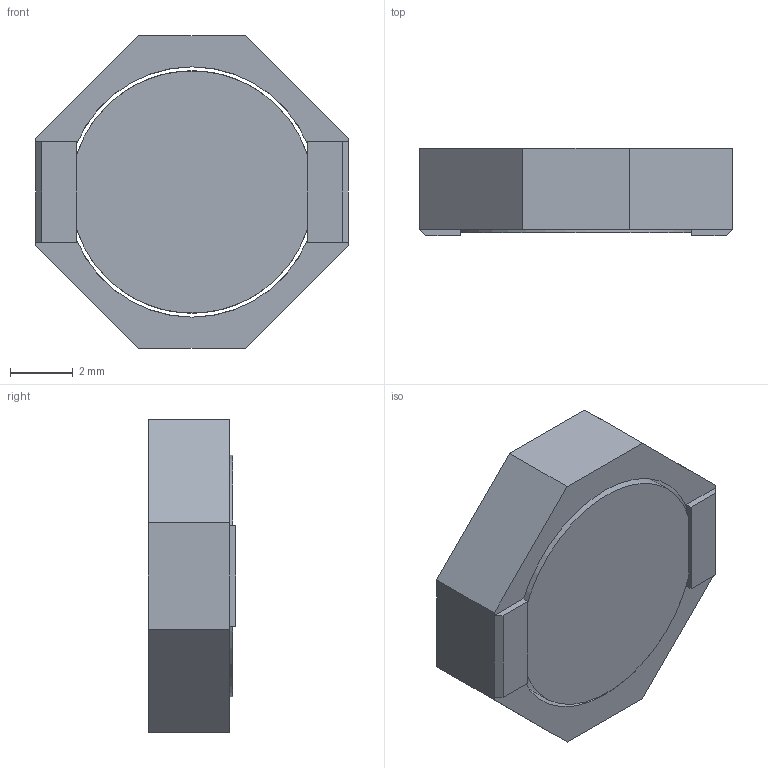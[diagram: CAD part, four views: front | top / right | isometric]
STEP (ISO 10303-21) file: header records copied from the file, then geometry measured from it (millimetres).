
FILE_DESCRIPTION((''),'2;1');
FILE_NAME('SRU1028','2012-07-12T',('ryans'),('Bourns, Inc.'),'PRO/ENGINEER BY PARAMETRIC TECHNOLOGY CORPORATION, 2010100','PRO/ENGINEER BY PARAMETRIC TECHNOLOGY CORPORATION, 2010100','');
FILE_SCHEMA(('CONFIG_CONTROL_DESIGN'));
Length unit declared in the file: millimetre
Products named in the file (1): SRU1028
Bounding box: 10 x 2.8 x 10 mm (x, y, z)
Volume: 201.5 mm3; surface area: 368.4 mm2
Topology: 1 solids, 1 shells, 29 faces, 82 edges, 52 vertices
Faces by surface type: plane 25, cylinder 4
Entity records: 974 total; most frequent: ORIENTED_EDGE 164, CARTESIAN_POINT 163, DIRECTION 156, EDGE_CURVE 82, VECTOR 66, LINE 66, VERTEX_POINT 52, AXIS2_PLACEMENT_3D 45
